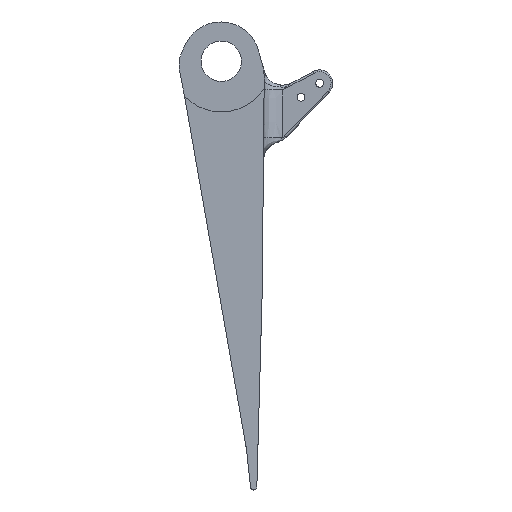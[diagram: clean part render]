
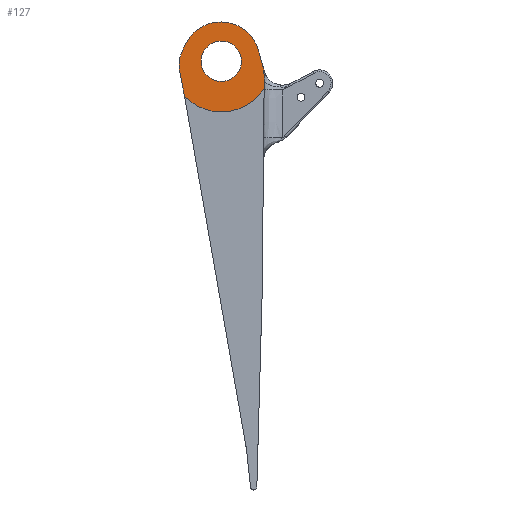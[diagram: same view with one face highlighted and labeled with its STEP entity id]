
A CAD part, left-side view. The second image highlights one B-rep face of the part: STEP entity #127.
In plain terms, the highlighted planar face has unit normal (-1, 0, 0).
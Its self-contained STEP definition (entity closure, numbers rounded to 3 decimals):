
#68 = CARTESIAN_POINT ( 'NONE',  ( 126., 8.391, 110. ) ) ;
#94 = VERTEX_POINT ( 'NONE', #423 ) ;
#114 = CARTESIAN_POINT ( 'NONE',  ( 126., -2.572, 106.541 ) ) ;
#115 = CARTESIAN_POINT ( 'NONE',  ( 126., -2.295, 108.624 ) ) ;
#127 = ADVANCED_FACE ( 'NONE', ( #1270, #461 ), #473, .T. ) ;
#146 = EDGE_CURVE ( 'NONE', #94, #528, #275, .T. ) ;
#159 = CARTESIAN_POINT ( 'NONE',  ( 126., 18.557, 112.276 ) ) ;
#182 = AXIS2_PLACEMENT_3D ( 'NONE', #68, #1248, #1047 ) ;
#210 = ORIENTED_EDGE ( 'NONE', *, *, #1870, .T. ) ;
#236 = ORIENTED_EDGE ( 'NONE', *, *, #439, .F. ) ;
#247 = VERTEX_POINT ( 'NONE', #856 ) ;
#273 = CARTESIAN_POINT ( 'NONE',  ( 126., 18.557, 112.276 ) ) ;
#275 = B_SPLINE_CURVE_WITH_KNOTS ( 'NONE', 3,
 ( #1433, #658, #2410, #114 ),
 .UNSPECIFIED., .F., .F.,
 ( 4, 4 ),
 ( 0.006, 0.01 ),
 .UNSPECIFIED. ) ;
#317 = CARTESIAN_POINT ( 'NONE',  ( 126., 18.808, 105.98 ) ) ;
#344 = AXIS2_PLACEMENT_3D ( 'NONE', #1559, #2331, #592 ) ;
#347 = CARTESIAN_POINT ( 'NONE',  ( 126., 8.391, 110. ) ) ;
#361 = CARTESIAN_POINT ( 'NONE',  ( 126., 18.557, 112.276 ) ) ;
#365 = ORIENTED_EDGE ( 'NONE', *, *, #663, .F. ) ;
#369 = VERTEX_POINT ( 'NONE', #361 ) ;
#423 = CARTESIAN_POINT ( 'NONE',  ( 126., -2.573, 103.014 ) ) ;
#426 = CARTESIAN_POINT ( 'NONE',  ( 126., -2.295, 108.624 ) ) ;
#439 = EDGE_CURVE ( 'NONE', #94, #2221, #2290, .T. ) ;
#450 = B_SPLINE_CURVE_WITH_KNOTS ( 'NONE', 3,
 ( #2351, #1187, #1175, #426 ),
 .UNSPECIFIED., .F., .F.,
 ( 4, 4 ),
 ( 0., 0.002 ),
 .UNSPECIFIED. ) ;
#461 = FACE_BOUND ( 'NONE', #698, .T. ) ;
#465 = DIRECTION ( 'NONE',  ( -1., 0., 0. ) ) ;
#473 = PLANE ( 'NONE',  #182 ) ;
#496 = CARTESIAN_POINT ( 'NONE',  ( 126., -1.915, 110.031 ) ) ;
#505 = B_SPLINE_CURVE_WITH_KNOTS ( 'NONE', 3,
 ( #115, #844, #879, #496, #1272, #2042, #1049, #671, #1288, #2056, #1096, #1873, #2400, #659, #1522, #933, #2515, #1160, #159 ),
 .UNSPECIFIED., .F., .F.,
 ( 4, 1, 1, 1, 2, 1, 1, 1, 1, 1, 1, 1, 2, 1, 4 ),
 ( 0.001, 0.001, 0.003, 0.004, 0.005, 0.008, 0.011, 0.014, 0.017, 0.02, 0.023, 0.026, 0.029, 0.031, 0.032 ),
 .UNSPECIFIED. ) ;
#519 = CARTESIAN_POINT ( 'NONE',  ( 126., 17.949, 101.724 ) ) ;
#520 = DIRECTION ( 'NONE',  ( 1., 0., 0. ) ) ;
#528 = VERTEX_POINT ( 'NONE', #1268 ) ;
#558 = VERTEX_POINT ( 'NONE', #1669 ) ;
#592 = DIRECTION ( 'NONE',  ( 0., 0., -1. ) ) ;
#658 = CARTESIAN_POINT ( 'NONE',  ( 126., -2.573, 104.189 ) ) ;
#659 = CARTESIAN_POINT ( 'NONE',  ( 126., 16.252, 116.723 ) ) ;
#663 = EDGE_CURVE ( 'NONE', #2221, #2090, #2334, .T. ) ;
#671 = CARTESIAN_POINT ( 'NONE',  ( 126., -0.096, 115.544 ) ) ;
#698 = EDGE_LOOP ( 'NONE', ( #1086, #2073 ) ) ;
#708 = AXIS2_PLACEMENT_3D ( 'NONE', #1598, #1749, #1560 ) ;
#824 = EDGE_LOOP ( 'NONE', ( #1618, #210, #1864, #872, #1185, #365, #236 ) ) ;
#844 = CARTESIAN_POINT ( 'NONE',  ( 126., -2.28, 108.681 ) ) ;
#856 = CARTESIAN_POINT ( 'NONE',  ( 126., -2.295, 108.624 ) ) ;
#872 = ORIENTED_EDGE ( 'NONE', *, *, #2212, .T. ) ;
#879 = CARTESIAN_POINT ( 'NONE',  ( 126., -2.155, 109.144 ) ) ;
#933 = CARTESIAN_POINT ( 'NONE',  ( 126., 17.927, 113.686 ) ) ;
#941 = DIRECTION ( 'NONE',  ( 0., 0., -1. ) ) ;
#1002 = EDGE_CURVE ( 'NONE', #558, #1346, #2251, .T. ) ;
#1047 = DIRECTION ( 'NONE',  ( 0., 0., -1. ) ) ;
#1049 = CARTESIAN_POINT ( 'NONE',  ( 126., -0.939, 113.648 ) ) ;
#1059 = CARTESIAN_POINT ( 'NONE',  ( 126., 19.099, 107.424 ) ) ;
#1086 = ORIENTED_EDGE ( 'NONE', *, *, #1002, .F. ) ;
#1096 = CARTESIAN_POINT ( 'NONE',  ( 126., 7.842, 120.236 ) ) ;
#1160 = CARTESIAN_POINT ( 'NONE',  ( 126., 18.455, 112.505 ) ) ;
#1175 = CARTESIAN_POINT ( 'NONE',  ( 126., -2.48, 107.942 ) ) ;
#1185 = ORIENTED_EDGE ( 'NONE', *, *, #1471, .T. ) ;
#1187 = CARTESIAN_POINT ( 'NONE',  ( 126., -2.572, 107.248 ) ) ;
#1248 = DIRECTION ( 'NONE',  ( -1., 0., 0. ) ) ;
#1260 = EDGE_CURVE ( 'NONE', #1346, #558, #2209, .T. ) ;
#1262 = DIRECTION ( 'NONE',  ( 0., 0., -1. ) ) ;
#1268 = CARTESIAN_POINT ( 'NONE',  ( 126., -2.572, 106.541 ) ) ;
#1270 = FACE_OUTER_BOUND ( 'NONE', #824, .T. ) ;
#1272 = CARTESIAN_POINT ( 'NONE',  ( 126., -1.566, 111.323 ) ) ;
#1275 = AXIS2_PLACEMENT_3D ( 'NONE', #1640, #465, #1262 ) ;
#1288 = CARTESIAN_POINT ( 'NONE',  ( 126., 1.994, 117.908 ) ) ;
#1346 = VERTEX_POINT ( 'NONE', #2431 ) ;
#1402 = AXIS2_PLACEMENT_3D ( 'NONE', #347, #520, #941 ) ;
#1433 = CARTESIAN_POINT ( 'NONE',  ( 126., -2.573, 103.014 ) ) ;
#1471 = EDGE_CURVE ( 'NONE', #2231, #2090, #2240, .T. ) ;
#1472 = CARTESIAN_POINT ( 'NONE',  ( 126., 19.264, 108.241 ) ) ;
#1522 = CARTESIAN_POINT ( 'NONE',  ( 126., 17.333, 115.019 ) ) ;
#1559 = CARTESIAN_POINT ( 'NONE',  ( 126., 8.391, 110. ) ) ;
#1560 = DIRECTION ( 'NONE',  ( 0., 0., -1. ) ) ;
#1598 = CARTESIAN_POINT ( 'NONE',  ( 126., 8.391, 110. ) ) ;
#1608 = B_SPLINE_CURVE_WITH_KNOTS ( 'NONE', 3,
 ( #273, #2239, #1838, #2254, #1472, #1059 ),
 .UNSPECIFIED., .F., .F.,
 ( 4, 2, 4 ),
 ( 0., 0.002, 0.005 ),
 .UNSPECIFIED. ) ;
#1618 = ORIENTED_EDGE ( 'NONE', *, *, #146, .T. ) ;
#1625 = CARTESIAN_POINT ( 'NONE',  ( 126., 19.099, 107.424 ) ) ;
#1640 = CARTESIAN_POINT ( 'NONE',  ( 126., 8.391, 110. ) ) ;
#1651 = CARTESIAN_POINT ( 'NONE',  ( 126., 17.811, 101.042 ) ) ;
#1669 = CARTESIAN_POINT ( 'NONE',  ( 126., 8.391, 104.8 ) ) ;
#1749 = DIRECTION ( 'NONE',  ( 1., 0., 0. ) ) ;
#1838 = CARTESIAN_POINT ( 'NONE',  ( 126., 19.115, 110.721 ) ) ;
#1864 = ORIENTED_EDGE ( 'NONE', *, *, #2274, .T. ) ;
#1870 = EDGE_CURVE ( 'NONE', #528, #247, #450, .T. ) ;
#1873 = CARTESIAN_POINT ( 'NONE',  ( 126., 11.005, 119.951 ) ) ;
#1880 = CARTESIAN_POINT ( 'NONE',  ( 126., 18.379, 103.853 ) ) ;
#2042 = CARTESIAN_POINT ( 'NONE',  ( 126., -1.325, 112.215 ) ) ;
#2051 = CARTESIAN_POINT ( 'NONE',  ( 126., 19.099, 107.424 ) ) ;
#2056 = CARTESIAN_POINT ( 'NONE',  ( 126., 4.732, 119.532 ) ) ;
#2073 = ORIENTED_EDGE ( 'NONE', *, *, #1260, .F. ) ;
#2090 = VERTEX_POINT ( 'NONE', #1651 ) ;
#2142 = CARTESIAN_POINT ( 'NONE',  ( 126., 17.811, 101.042 ) ) ;
#2209 = CIRCLE ( 'NONE', #344, 5.2 ) ;
#2212 = EDGE_CURVE ( 'NONE', #369, #2231, #1608, .T. ) ;
#2221 = VERTEX_POINT ( 'NONE', #2423 ) ;
#2231 = VERTEX_POINT ( 'NONE', #1625 ) ;
#2239 = CARTESIAN_POINT ( 'NONE',  ( 126., 18.898, 111.516 ) ) ;
#2240 = B_SPLINE_CURVE_WITH_KNOTS ( 'NONE', 3,
 ( #2051, #317, #1880, #519, #2142 ),
 .UNSPECIFIED., .F., .F.,
 ( 4, 1, 4 ),
 ( 0.003, 0.007, 0.009 ),
 .UNSPECIFIED. ) ;
#2251 = CIRCLE ( 'NONE', #1275, 5.2 ) ;
#2254 = CARTESIAN_POINT ( 'NONE',  ( 126., 19.3, 109.064 ) ) ;
#2274 = EDGE_CURVE ( 'NONE', #247, #369, #505, .T. ) ;
#2290 = CIRCLE ( 'NONE', #708, 13. ) ;
#2331 = DIRECTION ( 'NONE',  ( -1., 0., 0. ) ) ;
#2334 = CIRCLE ( 'NONE', #1402, 13. ) ;
#2351 = CARTESIAN_POINT ( 'NONE',  ( 126., -2.572, 106.541 ) ) ;
#2400 = CARTESIAN_POINT ( 'NONE',  ( 126., 13.899, 118.728 ) ) ;
#2410 = CARTESIAN_POINT ( 'NONE',  ( 126., -2.573, 105.365 ) ) ;
#2423 = CARTESIAN_POINT ( 'NONE',  ( 126., 8.391, 97. ) ) ;
#2431 = CARTESIAN_POINT ( 'NONE',  ( 126., 8.391, 115.2 ) ) ;
#2515 = CARTESIAN_POINT ( 'NONE',  ( 126., 18.201, 113.072 ) ) ;
